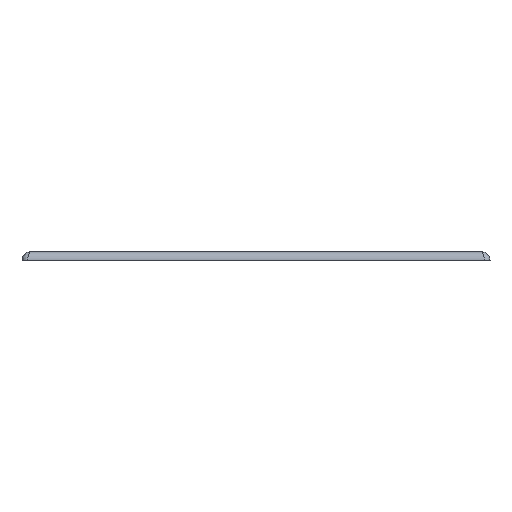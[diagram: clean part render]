
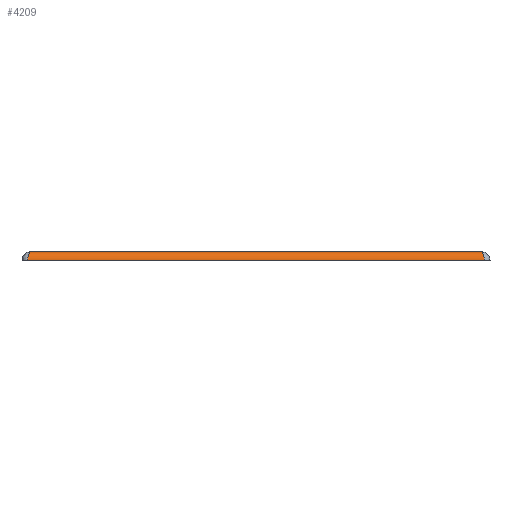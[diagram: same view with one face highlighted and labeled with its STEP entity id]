
A CAD part, left-side view. The second image highlights one B-rep face of the part: STEP entity #4209.
In plain terms, the highlighted cylindrical face has radius 1.5 mm (diameter 3 mm), a partial arc.
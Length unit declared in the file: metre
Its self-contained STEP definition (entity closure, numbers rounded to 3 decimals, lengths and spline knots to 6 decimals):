
#16=ELLIPSE('',#4432,0.001581,0.0015);
#18=ELLIPSE('',#4435,0.001581,0.0015);
#45=CYLINDRICAL_SURFACE('',#4434,0.0015);
#1176=ORIENTED_EDGE('',*,*,#1753,.T.);
#1177=ORIENTED_EDGE('',*,*,#1741,.T.);
#1178=ORIENTED_EDGE('',*,*,#1755,.F.);
#1179=ORIENTED_EDGE('',*,*,#1738,.F.);
#1738=EDGE_CURVE('',#2128,#2129,#2680,.T.);
#1741=EDGE_CURVE('',#2131,#2132,#2683,.T.);
#1753=EDGE_CURVE('',#2128,#2131,#16,.F.);
#1755=EDGE_CURVE('',#2129,#2132,#18,.F.);
#2128=VERTEX_POINT('',#6523);
#2129=VERTEX_POINT('',#6525);
#2131=VERTEX_POINT('',#6531);
#2132=VERTEX_POINT('',#6532);
#2680=LINE('',#6524,#3228);
#2683=LINE('',#6530,#3231);
#3228=VECTOR('',#5373,1.);
#3231=VECTOR('',#5378,1.);
#3532=EDGE_LOOP('',(#1176,#1177,#1178,#1179));
#3832=FACE_BOUND('',#3532,.T.);
#4209=ADVANCED_FACE('',(#3832),#45,.T.);
#4432=AXIS2_PLACEMENT_3D('',#6594,#5402,#5403);
#4434=AXIS2_PLACEMENT_3D('',#6617,#5406,#5407);
#4435=AXIS2_PLACEMENT_3D('',#6618,#5408,#5409);
#5373=DIRECTION('',(0.,-1.,0.));
#5378=DIRECTION('',(0.,-1.,0.));
#5402=DIRECTION('',(0.316,0.949,0.));
#5403=DIRECTION('',(0.949,-0.316,0.));
#5406=DIRECTION('',(0.,-1.,0.));
#5407=DIRECTION('',(0.,0.,-1.));
#5408=DIRECTION('',(-0.316,0.949,0.));
#5409=DIRECTION('',(0.949,0.316,0.));
#6523=CARTESIAN_POINT('',(-0.1145,0.0385,0.0015));
#6524=CARTESIAN_POINT('',(-0.1145,0.,0.0015));
#6525=CARTESIAN_POINT('',(-0.1145,-0.0385,0.0015));
#6530=CARTESIAN_POINT('',(-0.116,0.,0.));
#6531=CARTESIAN_POINT('',(-0.116,0.039,0.));
#6532=CARTESIAN_POINT('',(-0.116,-0.039,0.));
#6594=CARTESIAN_POINT('',(-0.1145,0.0385,0.));
#6617=CARTESIAN_POINT('',(-0.1145,0.,0.));
#6618=CARTESIAN_POINT('',(-0.1145,-0.0385,0.));
